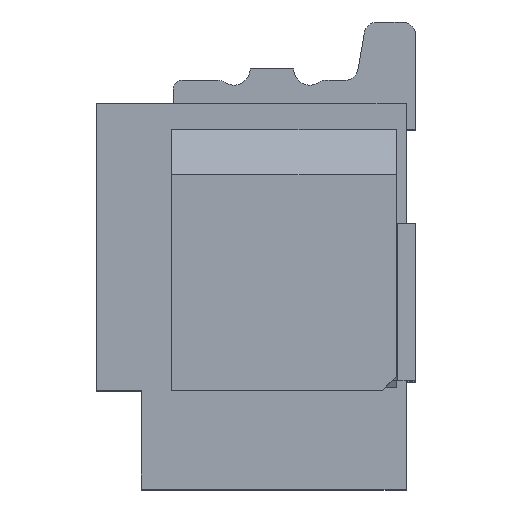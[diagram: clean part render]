
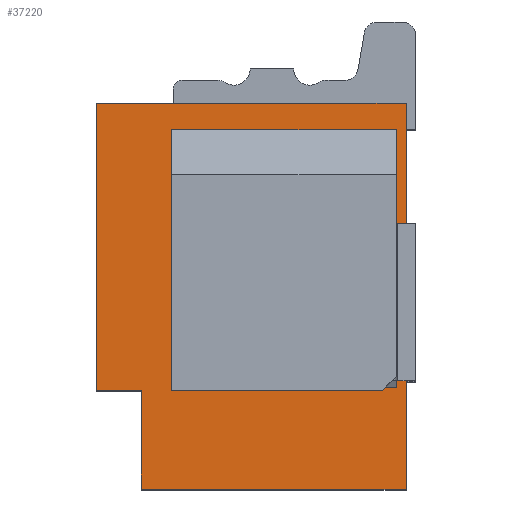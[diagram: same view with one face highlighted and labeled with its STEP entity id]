
A CAD part, top view. The second image highlights one B-rep face of the part: STEP entity #37220.
In plain terms, the highlighted planar face has unit normal (0, 0, 1).
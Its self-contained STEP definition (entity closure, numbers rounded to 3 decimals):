
#1080=CARTESIAN_POINT('',(-72.963,101.24,16.017));
#1090=VERTEX_POINT('',#1080);
#1120=CARTESIAN_POINT('',(-72.963,101.313,16.017));
#1130=DIRECTION('',(0.,1.,0.));
#1140=VECTOR('',#1130,1.);
#1150=LINE('',#1120,#1140);
#1160=CARTESIAN_POINT('',(-72.963,104.113,16.017));
#1170=VERTEX_POINT('',#1160);
#1180=EDGE_CURVE('',#1090,#1170,#1150,.T.);
#5530=CARTESIAN_POINT('',(-70.513,104.113,16.017));
#5540=DIRECTION('',(-1.,0.,0.));
#5550=VECTOR('',#5540,1.);
#5560=LINE('',#5530,#5550);
#5570=CARTESIAN_POINT('',(-70.463,104.113,16.017));
#5580=VERTEX_POINT('',#5570);
#5590=EDGE_CURVE('',#5580,#1170,#5560,.T.);
#13770=CARTESIAN_POINT('',(-70.463,104.113,16.017));
#13780=DIRECTION('',(0.,-1.,0.));
#13790=VECTOR('',#13780,1.);
#13800=LINE('',#13770,#13790);
#13810=CARTESIAN_POINT('',(-70.463,101.24,16.017));
#13820=VERTEX_POINT('',#13810);
#13830=EDGE_CURVE('',#5580,#13820,#13800,.T.);
#26130=CARTESIAN_POINT('',(-73.803,104.413,16.017));
#26140=VERTEX_POINT('',#26130);
#26170=CARTESIAN_POINT('',(-73.803,101.213,16.017));
#26180=DIRECTION('',(0.,1.,0.));
#26190=VECTOR('',#26180,1.);
#26200=LINE('',#26170,#26190);
#26210=CARTESIAN_POINT('',(-73.803,101.213,16.017));
#26220=VERTEX_POINT('',#26210);
#26230=EDGE_CURVE('',#26220,#26140,#26200,.T.);
#27550=CARTESIAN_POINT('',(-73.303,101.213,16.017));
#27560=DIRECTION('',(-1.,0.,0.));
#27570=VECTOR('',#27560,1.);
#27580=LINE('',#27550,#27570);
#27590=CARTESIAN_POINT('',(-73.303,101.213,16.017));
#27600=VERTEX_POINT('',#27590);
#27610=EDGE_CURVE('',#27600,#26220,#27580,.T.);
#28160=CARTESIAN_POINT('',(-70.353,104.413,16.017));
#28170=VERTEX_POINT('',#28160);
#28200=CARTESIAN_POINT('',(-73.803,104.413,16.017));
#28210=DIRECTION('',(1.,0.,0.));
#28220=VECTOR('',#28210,1.);
#28230=LINE('',#28200,#28220);
#28240=EDGE_CURVE('',#26140,#28170,#28230,.T.);
#32970=CARTESIAN_POINT('',(-70.353,104.413,16.017));
#32980=DIRECTION('',(0.,-1.,0.));
#32990=VECTOR('',#32980,1.);
#33000=LINE('',#32970,#32990);
#33010=CARTESIAN_POINT('',(-70.353,100.113,16.017));
#33020=VERTEX_POINT('',#33010);
#33030=EDGE_CURVE('',#28170,#33020,#33000,.T.);
#36860=CARTESIAN_POINT('',(-74.428,100.113,16.017));
#36870=DIRECTION('',(0.,0.,-1.));
#36880=DIRECTION('',(-1.,0.,0.));
#36890=AXIS2_PLACEMENT_3D('',#36860,#36870,#36880);
#36900=PLANE('',#36890);
#36910=ORIENTED_EDGE('',*,*,#13830,.T.);
#36920=ORIENTED_EDGE('',*,*,#5590,.F.);
#36930=ORIENTED_EDGE('',*,*,#1180,.T.);
#36940=CARTESIAN_POINT('',(0.,101.24,16.017));
#36950=DIRECTION('',(-1.,0.,0.));
#36960=VECTOR('',#36950,1.);
#36970=LINE('',#36940,#36960);
#36980=EDGE_CURVE('',#13820,#1090,#36970,.T.);
#36990=ORIENTED_EDGE('',*,*,#36980,.T.);
#37000=EDGE_LOOP('',(#36990,#36930,#36920,#36910));
#37010=FACE_BOUND('',#37000,.T.);
#37020=CARTESIAN_POINT('',(-73.303,101.213,16.017));
#37030=DIRECTION('',(0.,-1.,0.));
#37040=VECTOR('',#37030,1.);
#37050=LINE('',#37020,#37040);
#37060=CARTESIAN_POINT('',(-73.303,100.113,16.017));
#37070=VERTEX_POINT('',#37060);
#37080=EDGE_CURVE('',#27600,#37070,#37050,.T.);
#37090=ORIENTED_EDGE('',*,*,#37080,.T.);
#37100=ORIENTED_EDGE('',*,*,#27610,.F.);
#37110=ORIENTED_EDGE('',*,*,#26230,.F.);
#37120=ORIENTED_EDGE('',*,*,#28240,.F.);
#37130=ORIENTED_EDGE('',*,*,#33030,.F.);
#37140=CARTESIAN_POINT('',(0.,100.113,16.017));
#37150=DIRECTION('',(-1.,0.,0.));
#37160=VECTOR('',#37150,0.998);
#37170=LINE('',#37140,#37160);
#37180=EDGE_CURVE('',#33020,#37070,#37170,.T.);
#37190=ORIENTED_EDGE('',*,*,#37180,.F.);
#37200=EDGE_LOOP('',(#37190,#37130,#37120,#37110,#37100,#37090));
#37210=FACE_OUTER_BOUND('',#37200,.T.);
#37220=ADVANCED_FACE('',(#37010,#37210),#36900,.F.);
